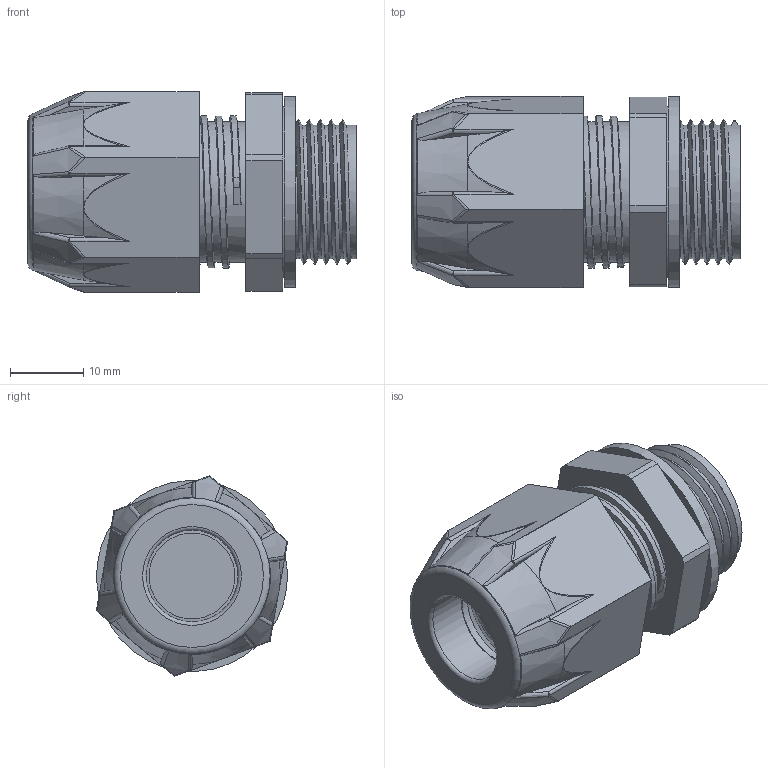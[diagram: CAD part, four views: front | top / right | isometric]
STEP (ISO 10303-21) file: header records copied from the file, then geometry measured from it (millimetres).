
FILE_DESCRIPTION(/* description */ ('Euro-Top-X-4.Generation M20x1,5, Ex e'),/* implementation_level */ '2;1');
FILE_NAME(/* name */ '85080520X4HISI-RST.stp',/* time_stamp */ '2020-02-19T12:28:28+01:00',/* author */ ('sl'),/* organization */ (''),/* preprocessor_version */ 'ST-DEVELOPER v16.5',/* originating_system */ 'Autodesk Inventor 2017',/* authorisation */ '');
FILE_SCHEMA (('AUTOMOTIVE_DESIGN { 1 0 10303 214 3 1 1 }'));
Length unit declared in the file: millimetre
Products named in the file (6): 85080520X4HISI; 85080520X4HI; 85080520X4HISI_1; 85080520X4HI_1; 85080520X4HISI_2; 85080516X4HI
Assembly tree (5 placements, depth 2):
  85080520X4HISI
    85080520X4HI
    85080520X4HISI_1
    85080520X4HI_1
    85080520X4HISI_2
    85080516X4HI
Bounding box: 44.67 x 26.03 x 27.29 mm (x, y, z)
Volume: 6623.3 mm3; surface area: 11743.1 mm2
Topology: 4 solids, 5 shells, 313 faces, 847 edges, 541 vertices
Faces by surface type: plane 111, cylinder 93, bspline 55, torus 21, cone 21, sphere 12
Full cylindrical faces by diameter (mm): 12.33 x1, 12.45 x2, 12.65 x1, 12.95 x1, 14 x1, 15.8 x1, 16 x1, 17.5 x1, 18.198 x6, 18.2 x1, 18.8 x1, 19.19 x5, 19.24 x5, 20.762 x5, 26 x1
Entity records: 13832 total; most frequent: CARTESIAN_POINT 6583, ORIENTED_EDGE 1484, DIRECTION 1386, EDGE_CURVE 742, AXIS2_PLACEMENT_3D 571, VERTEX_POINT 495, EDGE_LOOP 343, CIRCLE 299
